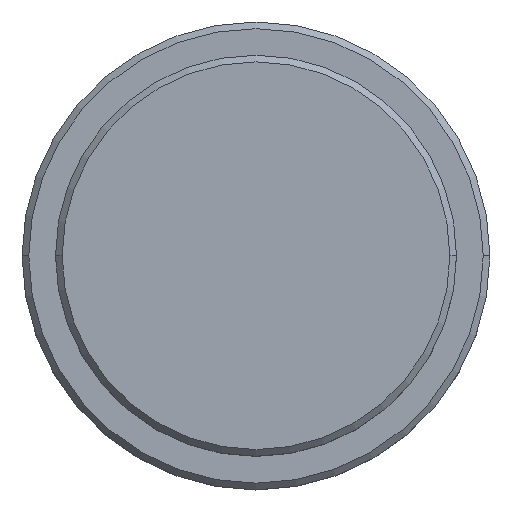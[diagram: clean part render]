
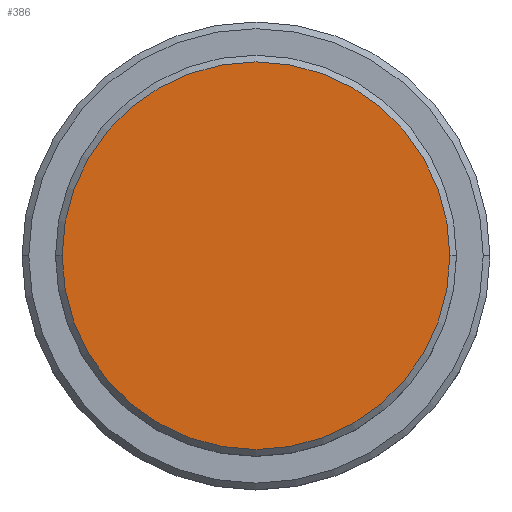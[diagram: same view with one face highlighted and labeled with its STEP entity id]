
A CAD part, top view. The second image highlights one B-rep face of the part: STEP entity #386.
In plain terms, the highlighted planar face has unit normal (0, 0, 1).
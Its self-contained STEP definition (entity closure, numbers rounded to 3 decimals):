
#91 = DIRECTION ( 'NONE',  ( 0., 0., 1. ) ) ;
#130 = CARTESIAN_POINT ( 'NONE',  ( -14.5, 0., 0. ) ) ;
#213 = EDGE_CURVE ( 'NONE', #309, #870, #689, .T. ) ;
#309 = VERTEX_POINT ( 'NONE', #130 ) ;
#330 = PLANE ( 'NONE',  #1360 ) ;
#386 = ADVANCED_FACE ( 'NONE', ( #1394 ), #330, .T. ) ;
#424 = CIRCLE ( 'NONE', #1011, 14.5 ) ;
#435 = CARTESIAN_POINT ( 'NONE',  ( 0., 0., 0. ) ) ;
#452 = CARTESIAN_POINT ( 'NONE',  ( 0., 0., 0. ) ) ;
#471 = DIRECTION ( 'NONE',  ( 0., 0., 1. ) ) ;
#534 = DIRECTION ( 'NONE',  ( 1., 0., 0. ) ) ;
#572 = DIRECTION ( 'NONE',  ( 1., 0., 0. ) ) ;
#686 = AXIS2_PLACEMENT_3D ( 'NONE', #452, #874, #572 ) ;
#689 = CIRCLE ( 'NONE', #686, 14.5 ) ;
#694 = CARTESIAN_POINT ( 'NONE',  ( 0., 0., 0. ) ) ;
#710 = ORIENTED_EDGE ( 'NONE', *, *, #213, .T. ) ;
#841 = CARTESIAN_POINT ( 'NONE',  ( 14.5, 0., 0. ) ) ;
#870 = VERTEX_POINT ( 'NONE', #841 ) ;
#874 = DIRECTION ( 'NONE',  ( 0., 0., 1. ) ) ;
#930 = ORIENTED_EDGE ( 'NONE', *, *, #1033, .T. ) ;
#1011 = AXIS2_PLACEMENT_3D ( 'NONE', #694, #471, #1330 ) ;
#1033 = EDGE_CURVE ( 'NONE', #870, #309, #424, .T. ) ;
#1330 = DIRECTION ( 'NONE',  ( 1., 0., 0. ) ) ;
#1360 = AXIS2_PLACEMENT_3D ( 'NONE', #435, #91, #534 ) ;
#1385 = EDGE_LOOP ( 'NONE', ( #710, #930 ) ) ;
#1394 = FACE_OUTER_BOUND ( 'NONE', #1385, .T. ) ;
